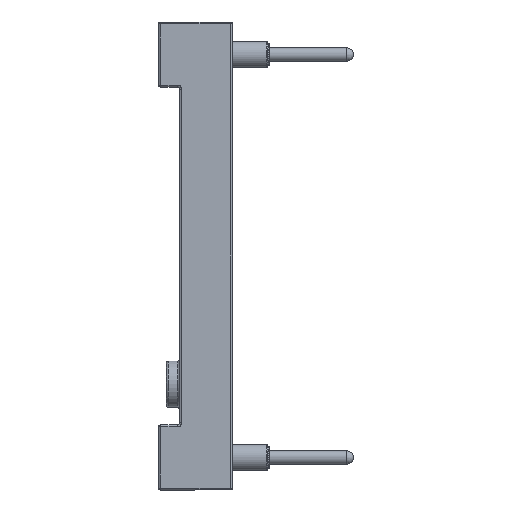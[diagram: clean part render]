
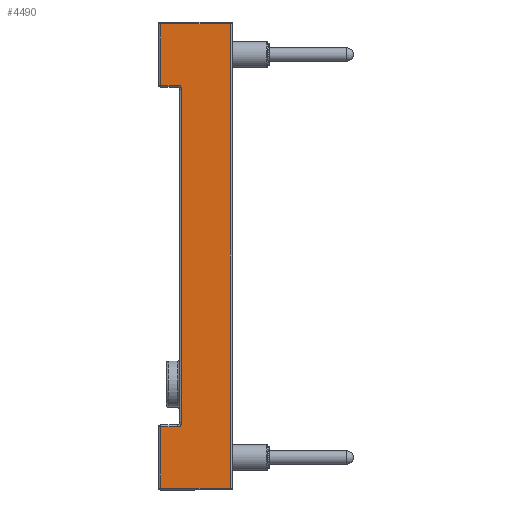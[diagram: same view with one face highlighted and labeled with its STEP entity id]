
A CAD part, left-side view. The second image highlights one B-rep face of the part: STEP entity #4490.
In plain terms, the highlighted planar face has unit normal (-1, 0, 0).
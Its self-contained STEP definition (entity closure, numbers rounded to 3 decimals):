
#327 = AXIS2_PLACEMENT_3D ( 'NONE', #2014, #9250, #3041 ) ;
#342 = CARTESIAN_POINT ( 'NONE',  ( -15.2, 2.075, 6.465 ) ) ;
#521 = CARTESIAN_POINT ( 'NONE',  ( -15.2, 2.075, 6.315 ) ) ;
#552 = ORIENTED_EDGE ( 'NONE', *, *, #8916, .T. ) ;
#588 = EDGE_CURVE ( 'NONE', #11056, #3329, #12357, .T. ) ;
#827 = EDGE_LOOP ( 'NONE', ( #12220, #4197, #4966, #11731, #10897, #2239, #3342, #1785, #1295, #552 ) ) ;
#899 = LINE ( 'NONE', #12143, #11240 ) ;
#1039 = VECTOR ( 'NONE', #9573, 1000. ) ;
#1149 = AXIS2_PLACEMENT_3D ( 'NONE', #10261, #8245, #2040 ) ;
#1295 = ORIENTED_EDGE ( 'NONE', *, *, #3154, .T. ) ;
#1302 = CARTESIAN_POINT ( 'NONE',  ( -15.2, 0., -6.465 ) ) ;
#1322 = AXIS2_PLACEMENT_3D ( 'NONE', #521, #7748, #1563 ) ;
#1563 = DIRECTION ( 'NONE',  ( 0., 0., -1. ) ) ;
#1722 = VERTEX_POINT ( 'NONE', #4226 ) ;
#1785 = ORIENTED_EDGE ( 'NONE', *, *, #11565, .T. ) ;
#1851 = LINE ( 'NONE', #8218, #12522 ) ;
#1872 = EDGE_CURVE ( 'NONE', #9352, #6121, #2946, .T. ) ;
#2014 = CARTESIAN_POINT ( 'NONE',  ( -15.2, 2.075, -6.315 ) ) ;
#2040 = DIRECTION ( 'NONE',  ( 0., 0., -1. ) ) ;
#2208 = VERTEX_POINT ( 'NONE', #9524 ) ;
#2239 = ORIENTED_EDGE ( 'NONE', *, *, #11980, .T. ) ;
#2669 = CARTESIAN_POINT ( 'NONE',  ( -15.2, 0., 6.465 ) ) ;
#2882 = CARTESIAN_POINT ( 'NONE',  ( -15.2, 1.925, 6.315 ) ) ;
#2906 = CARTESIAN_POINT ( 'NONE',  ( -15.2, 2.715, 0. ) ) ;
#2946 = LINE ( 'NONE', #2669, #10858 ) ;
#3041 = DIRECTION ( 'NONE',  ( 0., 0., -1. ) ) ;
#3154 = EDGE_CURVE ( 'NONE', #1722, #2208, #8404, .T. ) ;
#3329 = VERTEX_POINT ( 'NONE', #8937 ) ;
#3342 = ORIENTED_EDGE ( 'NONE', *, *, #12334, .T. ) ;
#3437 = DIRECTION ( 'NONE',  ( 0., 0., 1. ) ) ;
#3709 = FACE_OUTER_BOUND ( 'NONE', #827, .T. ) ;
#3943 = VECTOR ( 'NONE', #9115, 1000. ) ;
#4197 = ORIENTED_EDGE ( 'NONE', *, *, #1872, .T. ) ;
#4226 = CARTESIAN_POINT ( 'NONE',  ( -15.2, 0.075, -8.775 ) ) ;
#4490 = ADVANCED_FACE ( 'NONE', ( #3709 ), #7202, .F. ) ;
#4891 = CARTESIAN_POINT ( 'NONE',  ( -15.2, 2.715, 8.775 ) ) ;
#4966 = ORIENTED_EDGE ( 'NONE', *, *, #6215, .F. ) ;
#5141 = VERTEX_POINT ( 'NONE', #9477 ) ;
#5636 = VECTOR ( 'NONE', #3437, 1000. ) ;
#5741 = CARTESIAN_POINT ( 'NONE',  ( -15.2, 2.715, -8.775 ) ) ;
#6121 = VERTEX_POINT ( 'NONE', #342 ) ;
#6135 = DIRECTION ( 'NONE',  ( 0., 0., -1. ) ) ;
#6215 = EDGE_CURVE ( 'NONE', #11056, #6121, #12909, .T. ) ;
#6468 = CARTESIAN_POINT ( 'NONE',  ( -15.2, 0., 8.775 ) ) ;
#7202 = PLANE ( 'NONE',  #1149 ) ;
#7356 = CIRCLE ( 'NONE', #327, 0.15 ) ;
#7491 = DIRECTION ( 'NONE',  ( 0., 1., 0. ) ) ;
#7567 = CARTESIAN_POINT ( 'NONE',  ( -15.2, 0.075, 0. ) ) ;
#7748 = DIRECTION ( 'NONE',  ( -1., 0., 0. ) ) ;
#8154 = VERTEX_POINT ( 'NONE', #4891 ) ;
#8196 = EDGE_CURVE ( 'NONE', #8154, #9352, #9460, .T. ) ;
#8218 = CARTESIAN_POINT ( 'NONE',  ( -15.2, 2.715, 0. ) ) ;
#8245 = DIRECTION ( 'NONE',  ( 1., 0., 0. ) ) ;
#8404 = LINE ( 'NONE', #7567, #5636 ) ;
#8618 = CARTESIAN_POINT ( 'NONE',  ( -15.2, 2.715, 6.465 ) ) ;
#8798 = CARTESIAN_POINT ( 'NONE',  ( -15.2, 2.715, -6.465 ) ) ;
#8816 = LINE ( 'NONE', #1302, #9142 ) ;
#8916 = EDGE_CURVE ( 'NONE', #2208, #8154, #12028, .T. ) ;
#8937 = CARTESIAN_POINT ( 'NONE',  ( -15.2, 1.925, -6.315 ) ) ;
#9001 = DIRECTION ( 'NONE',  ( 0., 0., -1. ) ) ;
#9115 = DIRECTION ( 'NONE',  ( 0., 0., -1. ) ) ;
#9127 = DIRECTION ( 'NONE',  ( 0., -1., 0. ) ) ;
#9142 = VECTOR ( 'NONE', #7491, 1000. ) ;
#9250 = DIRECTION ( 'NONE',  ( -1., 0., 0. ) ) ;
#9352 = VERTEX_POINT ( 'NONE', #8618 ) ;
#9460 = LINE ( 'NONE', #2906, #3943 ) ;
#9477 = CARTESIAN_POINT ( 'NONE',  ( -15.2, 2.075, -6.465 ) ) ;
#9524 = CARTESIAN_POINT ( 'NONE',  ( -15.2, 0.075, 8.775 ) ) ;
#9530 = VERTEX_POINT ( 'NONE', #5741 ) ;
#9573 = DIRECTION ( 'NONE',  ( 0., 1., 0. ) ) ;
#9929 = VECTOR ( 'NONE', #9001, 1000. ) ;
#10261 = CARTESIAN_POINT ( 'NONE',  ( -15.2, 0., 0. ) ) ;
#10416 = VERTEX_POINT ( 'NONE', #8798 ) ;
#10858 = VECTOR ( 'NONE', #11885, 1000. ) ;
#10897 = ORIENTED_EDGE ( 'NONE', *, *, #12318, .F. ) ;
#11056 = VERTEX_POINT ( 'NONE', #2882 ) ;
#11240 = VECTOR ( 'NONE', #9127, 1000. ) ;
#11565 = EDGE_CURVE ( 'NONE', #9530, #1722, #899, .T. ) ;
#11731 = ORIENTED_EDGE ( 'NONE', *, *, #588, .T. ) ;
#11885 = DIRECTION ( 'NONE',  ( 0., -1., 0. ) ) ;
#11980 = EDGE_CURVE ( 'NONE', #5141, #10416, #8816, .T. ) ;
#12007 = CARTESIAN_POINT ( 'NONE',  ( -15.2, 1.925, 0. ) ) ;
#12028 = LINE ( 'NONE', #6468, #1039 ) ;
#12143 = CARTESIAN_POINT ( 'NONE',  ( -15.2, 0., -8.775 ) ) ;
#12220 = ORIENTED_EDGE ( 'NONE', *, *, #8196, .T. ) ;
#12318 = EDGE_CURVE ( 'NONE', #5141, #3329, #7356, .T. ) ;
#12334 = EDGE_CURVE ( 'NONE', #10416, #9530, #1851, .T. ) ;
#12357 = LINE ( 'NONE', #12007, #9929 ) ;
#12522 = VECTOR ( 'NONE', #6135, 1000. ) ;
#12909 = CIRCLE ( 'NONE', #1322, 0.15 ) ;
